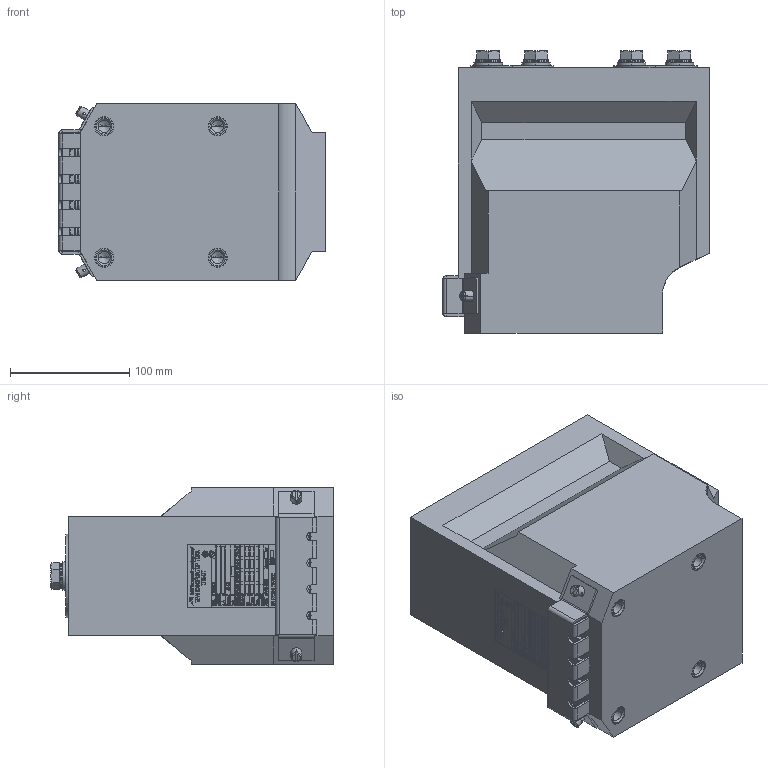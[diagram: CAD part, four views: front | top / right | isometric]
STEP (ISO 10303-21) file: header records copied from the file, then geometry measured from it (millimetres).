
FILE_DESCRIPTION (( 'STEP AP214' ), '1' );
FILE_NAME ('ﾒﾋﾊ-ﾑﾒ-10-15 (2000ﾀ).STEP', '2023-06-02T05:52:19', ( '' ), ( '' ), 'SwSTEP 2.0', 'SolidWorks 2014', '' );
FILE_SCHEMA (( 'AUTOMOTIVE_DESIGN' ));
Length unit declared in the file: millimetre
Products named in the file (41): ﾘ琺矜 DIN 127 B_6; 屡扔.731431.003 暑痫篑; Ëåíòà áàòèñòîâàÿ ËÝ25-39 õ á S0.22 ÃÎÑÒ 4514-78^ÂÅÈÓ.684419.009 Ìàãíèòîïðîâîä ñ îáìîòêîé_12,5; ﾘ琺矜 DIN 125 ﾀ_6.01.019; Çàêëàäíàÿ àðìàòóðà Ì6^ÂÅÈÓ.731431.003 Êîðïóñ; ÂÅÈÓ.757255.101 Ìàãíèòîïðîâîä â êîðïóñå_-00; ﾘ琺矜 DIN 125 ﾀ_12.01.019; 屡扔.758181.002 妈眚 镫铎徼痤忸黜; êîðïóñ (28,5õ76,8õ122,3) ï^ÂÅÈÓ.731431.003 Êîðïóñ; 屡扔.735416.007 署赅; ÂÅÈÓ.735314.030 Êðûøêà çàùèòíàÿ_-00; 屡扔.757265.001 锑沩栩铒痤忸鋉74; 屡扔.731431.005 项塍觐痫篑; ÂÅÈÓ.754312.182À Òàáëè÷êà òåõíè÷åñêèõ äàííûõ ÒËÊ-ÑÒ_-00; Çàêëàäíàÿ àðìàòóðà Ì6^ÂÅÈÓ.731431.005 Ïîëóêîðïóñ; ÂÅÈÓ.671213.554 Ñáîðêà ñ çàëèâêîé ÒËÊ-ÑÒ-10-15_2000 €; ﾒﾋﾊ-ﾑﾒ-10-15 (2000ﾀ); Êîïèÿ êîðïóñ (16,1õ76,8õ122,3)ì^ÂÅÈÓ.731431.005 Ïîëóêîðïóñ; Êîìïàóíä^ÂÅÈÓ.671213.554 Ñáîðêà ñ çàëèâêîé ÒËÊ-ÑÒ-10-15_-01; 屡扔.757265.001 锑沩栩铒痤忸鋉71; ÂÅÈÓ.758472.015 Ãàéêà; ÂÅÈÓ.684419.009 Ìàãíèòîïðîâîä ñ îáìîòêîé_-03; ÂÅÈÓ.758472.006 Ãàéêà ñïåöèàëüíàÿ_00; ÂÅÈÓ.671213.341 Àêòèâíàÿ ÷àñòü ÒËÊ-ÑÒ-10-15_2000 €; Ïðîâîä ÏÝÒÂ-2 ÒÓ-705110-79^ÂÅÈÓ.684419.009 Ìàãíèòîïðîâîä ñ îáìîòêîé_50; Ëåíòà ïîëóïðîâîäÿùàÿ^ÂÅÈÓ.671213.341 Àêòèâíàÿ ÷àñòü ÒËÊ-ÑÒ-10-15_00; Ëåíòà áàòèñòîâàÿ ËÝ25-39 õ á S0.22 ÃÎÑÒ 4514-78^ÂÅÈÓ.684419.009 Ìàãíèòîïðîâîä ñ îáìîòêîé_50; Ëåíòà ËÝ^ÂÅÈÓ.671213.341 Àêòèâíàÿ ÷àñòü ÒËÊ-ÑÒ-10-15_00; ÂÅÈÓ.757255.101 Ìàãíèòîïðîâîä â êîðïóñå_-03; Êîïèÿ ÂÅÈÓ.685461.005 Âèòîê^ÂÅÈÓ.671213.341 Àêòèâíàÿ ÷àñòü ÒËÊ-ÑÒ-10-15_-09; Ëåíòà êëåéêàÿ äâóõñòîðîííÿÿ^ÂÅÈÓ.671213.341 Àêòèâíàÿ ÷àñòü ÒËÊ-ÑÒ-10-15; 屡扔.731431.002 暑痫篑; 屡扔.757465.020 袜觐礤黜桕; Çàêëàäíàÿ àðìàòóðà Ì6^ÂÅÈÓ.731431.002 Êîðïóñ; 屡扔.758472.007 绵殛郷-01; Áîëò DIN 933_6å12; ÂÅÈÓ.684419.009 Ìàãíèòîïðîâîä ñ îáìîòêîé_-00; Áîëò DIN 933_12å30 ; êîðïóñ (28,5õ76,8õ122,3)^ÂÅÈÓ.731431.002 Êîðïóñ; ﾘ琺矜 DIN 127 B_12 ...
Assembly tree (69 placements, depth 7):
  ﾒﾋﾊ-ﾑﾒ-10-15 (2000ﾀ)
    ÂÅÈÓ.671213.554 Ñáîðêà ñ çàëèâêîé ÒËÊ-ÑÒ-10-15_2000 €
      ÂÅÈÓ.671213.341 Àêòèâíàÿ ÷àñòü ÒËÊ-ÑÒ-10-15_2000 €
        ÂÅÈÓ.684419.009 Ìàãíèòîïðîâîä ñ îáìîòêîé_-03
          ÂÅÈÓ.757255.101 Ìàãíèòîïðîâîä â êîðïóñå_-03
            屡扔.757265.001 锑沩栩铒痤忸鋉74
            屡扔.731431.003 暑痫篑
              êîðïóñ (28,5õ76,8õ122,3) ï^ÂÅÈÓ.731431.003 Êîðïóñ
              Çàêëàäíàÿ àðìàòóðà Ì6^ÂÅÈÓ.731431.003 Êîðïóñ
            屡扔.731431.002 暑痫篑
              êîðïóñ (28,5õ76,8õ122,3)^ÂÅÈÓ.731431.002 Êîðïóñ
              Çàêëàäíàÿ àðìàòóðà Ì6^ÂÅÈÓ.731431.002 Êîðïóñ
          Ëåíòà áàòèñòîâàÿ ËÝ25-39 õ á S0.22 ÃÎÑÒ 4514-78^ÂÅÈÓ.684419.009 Ìàãíèòîïðîâîä ñ îáìîòêîé_50
          Ïðîâîä ÏÝÒÂ-2 ÒÓ-705110-79^ÂÅÈÓ.684419.009 Ìàãíèòîïðîâîä ñ îáìîòêîé_50
        ÂÅÈÓ.684419.009 Ìàãíèòîïðîâîä ñ îáìîòêîé_-00
          ÂÅÈÓ.757255.101 Ìàãíèòîïðîâîä â êîðïóñå_-00
            屡扔.757265.001 锑沩栩铒痤忸鋉71
            屡扔.731431.005 项塍觐痫篑
              Êîïèÿ êîðïóñ (16,1õ76,8õ122,3)ì^ÂÅÈÓ.731431.005 Ïîëóêîðïóñ
              Çàêëàäíàÿ àðìàòóðà Ì6^ÂÅÈÓ.731431.005 Ïîëóêîðïóñ
            屡扔.735416.007 署赅
          Ëåíòà áàòèñòîâàÿ ËÝ25-39 õ á S0.22 ÃÎÑÒ 4514-78^ÂÅÈÓ.684419.009 Ìàãíèòîïðîâîä ñ îáìîòêîé_12,5
          Ïðîâîä ÏÝÒÂ-2 ÒÓ-705110-79^ÂÅÈÓ.684419.009 Ìàãíèòîïðîâîä ñ îáìîòêîé_12,5
        屡扔.758472.007 绵殛郷-01  x4
        屡扔.757465.020 袜觐礤黜桕  x2
        Ëåíòà êëåéêàÿ äâóõñòîðîííÿÿ^ÂÅÈÓ.671213.341 Àêòèâíàÿ ÷àñòü ÒËÊ-ÑÒ-10-15  x3
        Êîïèÿ ÂÅÈÓ.685461.005 Âèòîê^ÂÅÈÓ.671213.341 Àêòèâíàÿ ÷àñòü ÒËÊ-ÑÒ-10-15_-09
        Ëåíòà ËÝ^ÂÅÈÓ.671213.341 Àêòèâíàÿ ÷àñòü ÒËÊ-ÑÒ-10-15_00
        Ëåíòà ïîëóïðîâîäÿùàÿ^ÂÅÈÓ.671213.341 Àêòèâíàÿ ÷àñòü ÒËÊ-ÑÒ-10-15_00
      ÂÅÈÓ.758472.006 Ãàéêà ñïåöèàëüíàÿ_00  x4
      ÂÅÈÓ.758472.015 Ãàéêà  x2
      Êîìïàóíä^ÂÅÈÓ.671213.554 Ñáîðêà ñ çàëèâêîé ÒËÊ-ÑÒ-10-15_-01
    ÂÅÈÓ.754312.182À Òàáëè÷êà òåõíè÷åñêèõ äàííûõ ÒËÊ-ÑÒ_-00
    ÂÅÈÓ.735314.030 Êðûøêà çàùèòíàÿ_-00
    屡扔.758181.002 妈眚 镫铎徼痤忸黜  x2
    ﾘ琺矜 DIN 125 ﾀ_12.01.019  x4
    ﾘ琺矜 DIN 125 ﾀ_6.01.019  x4
    ﾘ琺矜 DIN 127 B_6  x4
    ﾘ琺矜 DIN 127 B_12  x4
    Áîëò DIN 933_12å30   x4
    Áîëò DIN 933_6å12  x4
Bounding box: 223 x 236.5 x 148 mm (x, y, z)
Volume: 5660765.3 mm3; surface area: 1364478.7 mm2
Topology: 64 solids, 67 shells, 4862 faces, 12398 edges, 8050 vertices
Faces by surface type: plane 2569, bspline 1082, cylinder 692, cone 267, torus 252
Entity records: 222244 total; most frequent: CARTESIAN_POINT 88633, ORIENTED_EDGE 22860, DIRECTION 17718, EDGE_CURVE 11430, VERTEX_POINT 7470, VECTOR 7326, LINE 7326, AXIS2_PLACEMENT_3D 5196
